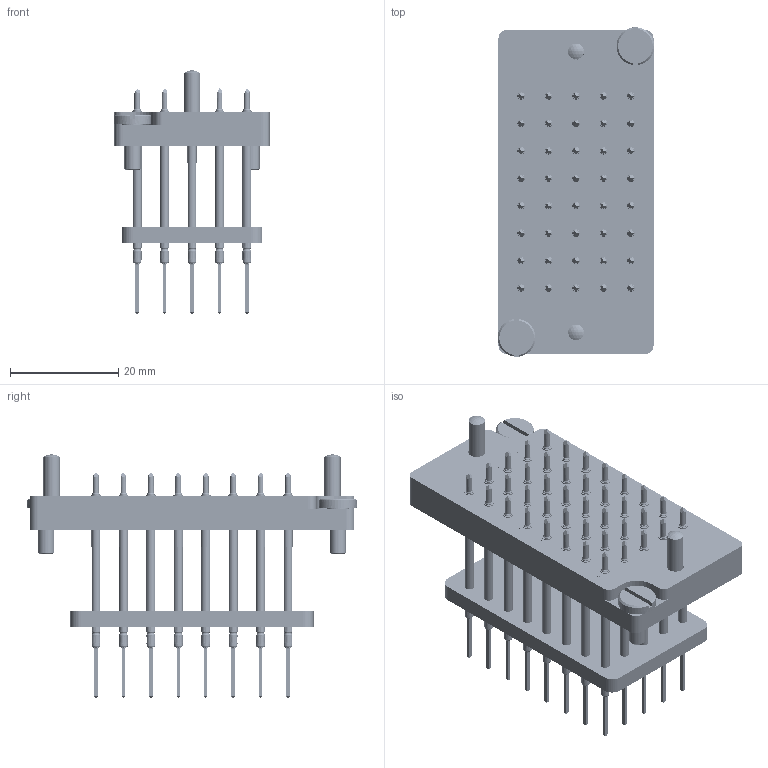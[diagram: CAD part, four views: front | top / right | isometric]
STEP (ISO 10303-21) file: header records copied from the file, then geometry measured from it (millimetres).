
FILE_DESCRIPTION (( 'STEP AP214' ), '1' );
FILE_NAME ('INGUN_42342.STEP', '2023-01-13T08:11:24', ( '' ), ( '' ), 'SwSTEP 2.0', 'SolidWorks 2021', '' );
FILE_SCHEMA (( 'AUTOMOTIVE_DESIGN' ));
Length unit declared in the file: millimetre
Products named in the file (9): KS-945-Master__ADA~ks_KS-945 47; DIN6325~n_03,0m6x014; 42341~4; INGUN_42342; 42341~4_S; INFO_4618~0_SBP-T_Kontaktierung-Seite<S>; GKS-945-0005__ADA~gks_S; 42340~2; DIN923~n_M03x04-A2
Assembly tree (88 placements, depth 3):
  INGUN_42342
    42341~4_S
      42341~4
      INFO_4618~0_SBP-T_Kontaktierung-Seite<S>
    42340~2
    KS-945-Master__ADA~ks_KS-945 47  x40
    GKS-945-0005__ADA~gks_S  x40
    DIN923~n_M03x04-A2  x2
    DIN6325~n_03,0m6x014  x2
Bounding box: 29 x 61 x 45.05 mm (x, y, z)
Volume: 17387.4 mm3; surface area: 20578.1 mm2
Topology: 179 solids, 179 shells, 2970 faces, 6246 edges, 3762 vertices
Faces by surface type: cylinder 1162, plane 827, torus 480, cone 414, bspline 79, sphere 8
Entity records: 21041 total; most frequent: CARTESIAN_POINT 7728, DIRECTION 2556, ORIENTED_EDGE 2544, EDGE_CURVE 1272, AXIS2_PLACEMENT_3D 969, VERTEX_POINT 837, EDGE_LOOP 677, LINE 618
